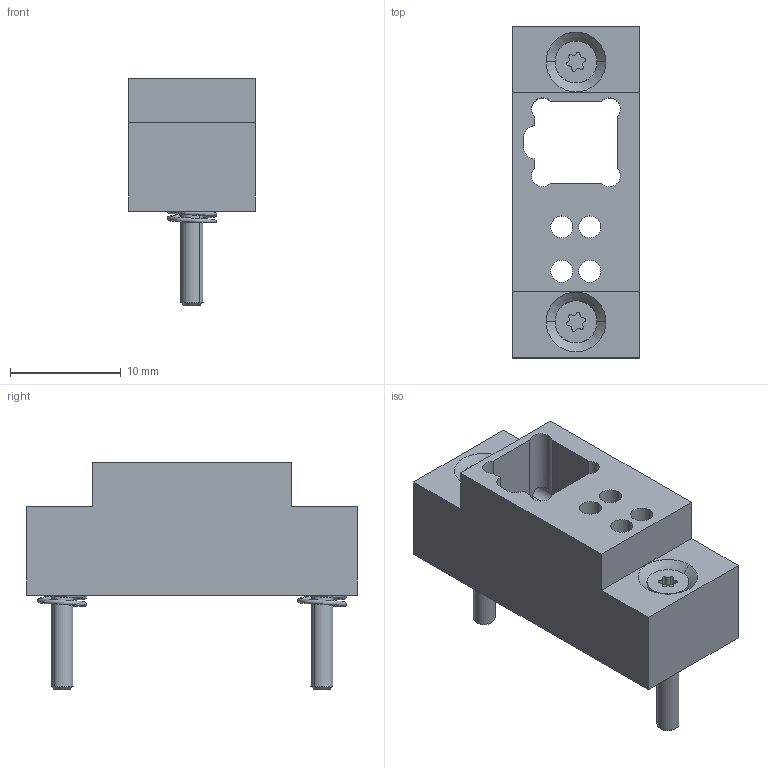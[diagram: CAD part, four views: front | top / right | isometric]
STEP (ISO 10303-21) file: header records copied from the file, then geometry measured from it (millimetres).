
FILE_DESCRIPTION (( 'STEP AP203' ), '1' );
FILE_NAME ('INGUN_HAS-819_V-4-4-AS4-160.STEP', '2022-05-09T06:04:53', ( 'ochi' ), ( '' ), 'SwSTEP 2.0', 'SolidWorks 2018', '' );
FILE_SCHEMA (( 'CONFIG_CONTROL_DESIGN' ));
Length unit declared in the file: millimetre
Products named in the file (1): INGUN_HAS-819_V-4-4-AS4-160
Bounding box: 11.5 x 30 x 20.55 mm (x, y, z)
Volume: 2614.9 mm3; surface area: 2793 mm2
Topology: 1 solids, 1 shells, 189 faces, 517 edges, 340 vertices
Faces by surface type: plane 76, cylinder 71, bspline 26, cone 16
Entity records: 9388 total; most frequent: CARTESIAN_POINT 4659, ORIENTED_EDGE 1026, DIRECTION 889, EDGE_CURVE 513, VERTEX_POINT 340, AXIS2_PLACEMENT_3D 326, LINE 237, VECTOR 237
